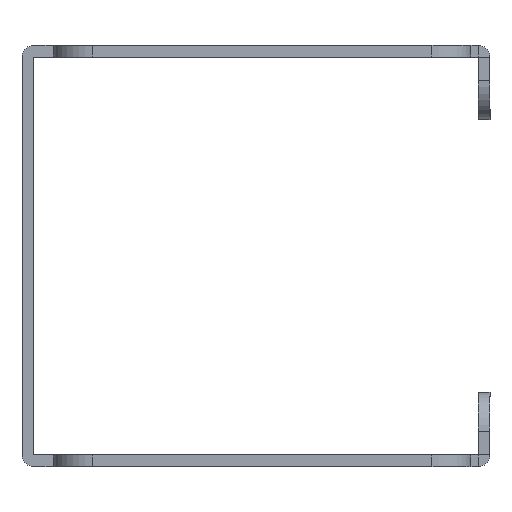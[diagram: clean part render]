
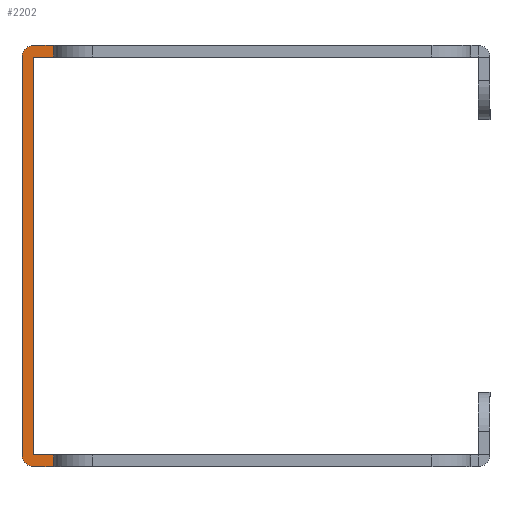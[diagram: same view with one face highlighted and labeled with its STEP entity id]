
A CAD part, left-side view. The second image highlights one B-rep face of the part: STEP entity #2202.
In plain terms, the highlighted planar face has unit normal (-1, 0, 0).
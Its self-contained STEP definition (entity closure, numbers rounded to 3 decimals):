
#113 = DIRECTION ( 'NONE',  ( 0., 1., 0. ) ) ;
#114 = CARTESIAN_POINT ( 'NONE',  ( 9.4, 0., 0. ) ) ;
#171 = DIRECTION ( 'NONE',  ( 0., 1., 0. ) ) ;
#172 = CARTESIAN_POINT ( 'NONE',  ( 9.4, 0., 1.5 ) ) ;
#206 = CARTESIAN_POINT ( 'NONE',  ( 9.4, 0., -50.999 ) ) ;
#228 = CARTESIAN_POINT ( 'NONE',  ( 9.4, 1.5, -0.001 ) ) ;
#612 = CARTESIAN_POINT ( 'NONE',  ( 9.4, 1.5, -50.999 ) ) ;
#748 = CARTESIAN_POINT ( 'NONE',  ( 9.4, 0., -0.001 ) ) ;
#963 = DIRECTION ( 'NONE',  ( 0., 0., -1. ) ) ;
#964 = DIRECTION ( 'NONE',  ( 1., 0., 0. ) ) ;
#967 = PLANE ( 'NONE',  #2552 ) ;
#969 = CARTESIAN_POINT ( 'NONE',  ( 9.4, -2.5, -55.25 ) ) ;
#1208 = AXIS2_PLACEMENT_3D ( 'NONE', #2416, #2365, #2463 ) ;
#1210 = AXIS2_PLACEMENT_3D ( 'NONE', #2327, #2419, #2368 ) ;
#1212 = AXIS2_PLACEMENT_3D ( 'NONE', #2369, #2328, #2366 ) ;
#1214 = AXIS2_PLACEMENT_3D ( 'NONE', #2345, #2390, #2364 ) ;
#1280 = EDGE_CURVE ( 'NONE', #6077, #6002, #5300, .T. ) ;
#1281 = EDGE_CURVE ( 'NONE', #5627, #5798, #5452, .T. ) ;
#1301 = VERTEX_POINT ( 'NONE', #206 ) ;
#1321 = VERTEX_POINT ( 'NONE', #748 ) ;
#1500 = VERTEX_POINT ( 'NONE', #228 ) ;
#1503 = VERTEX_POINT ( 'NONE', #612 ) ;
#2202 = ADVANCED_FACE ( 'NONE', ( #4803 ), #967, .F. ) ;
#2327 = CARTESIAN_POINT ( 'NONE',  ( 9.4, -0.001, -0.001 ) ) ;
#2328 = DIRECTION ( 'NONE',  ( -1., 0., 0. ) ) ;
#2345 = CARTESIAN_POINT ( 'NONE',  ( 9.4, -0.001, -50.999 ) ) ;
#2347 = CARTESIAN_POINT ( 'NONE',  ( 9.4, -0.001, 1.5 ) ) ;
#2364 = DIRECTION ( 'NONE',  ( 0., 0., -1. ) ) ;
#2365 = DIRECTION ( 'NONE',  ( -1., 0., 0. ) ) ;
#2366 = DIRECTION ( 'NONE',  ( 0., 0., -1. ) ) ;
#2368 = DIRECTION ( 'NONE',  ( 0., 0., -1. ) ) ;
#2369 = CARTESIAN_POINT ( 'NONE',  ( 9.4, -0.001, -50.999 ) ) ;
#2390 = DIRECTION ( 'NONE',  ( -1., 0., 0. ) ) ;
#2416 = CARTESIAN_POINT ( 'NONE',  ( 9.4, -0.001, -0.001 ) ) ;
#2419 = DIRECTION ( 'NONE',  ( -1., 0., 0. ) ) ;
#2463 = DIRECTION ( 'NONE',  ( 0., 0., -1. ) ) ;
#2501 = CARTESIAN_POINT ( 'NONE',  ( 9.4, -0.001, 0. ) ) ;
#2552 = AXIS2_PLACEMENT_3D ( 'NONE', #969, #964, #963 ) ;
#2678 = DIRECTION ( 'NONE',  ( 0., 0., -1. ) ) ;
#2680 = DIRECTION ( 'NONE',  ( 0., 0., -1. ) ) ;
#2704 = CARTESIAN_POINT ( 'NONE',  ( 9.4, -2.5, -55.25 ) ) ;
#2750 = CARTESIAN_POINT ( 'NONE',  ( 9.4, -2.5, -55.25 ) ) ;
#2857 = DIRECTION ( 'NONE',  ( 0., 1., 0. ) ) ;
#2866 = CARTESIAN_POINT ( 'NONE',  ( 9.4, -57., -51. ) ) ;
#3094 = DIRECTION ( 'NONE',  ( 0., 1., 0. ) ) ;
#3097 = CARTESIAN_POINT ( 'NONE',  ( 9.4, -57., -52.5 ) ) ;
#3306 = EDGE_CURVE ( 'NONE', #5627, #5620, #4399, .T. ) ;
#3318 = EDGE_CURVE ( 'NONE', #5798, #5626, #4363, .T. ) ;
#3401 = EDGE_CURVE ( 'NONE', #6002, #5690, #4575, .T. ) ;
#3461 = EDGE_CURVE ( 'NONE', #6077, #5855, #4528, .T. ) ;
#3538 = EDGE_CURVE ( 'NONE', #1500, #1503, #4430, .T. ) ;
#3597 = EDGE_CURVE ( 'NONE', #1301, #1321, #4642, .T. ) ;
#3637 = EDGE_CURVE ( 'NONE', #5620, #1500, #4174, .T. ) ;
#3639 = EDGE_CURVE ( 'NONE', #5626, #1321, #4677, .T. ) ;
#3642 = EDGE_CURVE ( 'NONE', #1503, #5690, #4400, .T. ) ;
#3644 = EDGE_CURVE ( 'NONE', #1301, #5855, #4578, .T. ) ;
#3708 = CARTESIAN_POINT ( 'NONE',  ( 9.4, 1.5, -55.25 ) ) ;
#3729 = CARTESIAN_POINT ( 'NONE',  ( 9.4, 0., -51. ) ) ;
#3751 = DIRECTION ( 'NONE',  ( 0., 0., -1. ) ) ;
#3771 = DIRECTION ( 'NONE',  ( 0., 0., 1. ) ) ;
#3890 = CARTESIAN_POINT ( 'NONE',  ( 9.4, -0.001, -52.5 ) ) ;
#3930 = CARTESIAN_POINT ( 'NONE',  ( 9.4, -2.5, 0. ) ) ;
#4013 = CARTESIAN_POINT ( 'NONE',  ( 9.4, -0.001, -51. ) ) ;
#4044 = CARTESIAN_POINT ( 'NONE',  ( 9.4, -2.5, 1.5 ) ) ;
#4057 = CARTESIAN_POINT ( 'NONE',  ( 9.4, -2.5, -51. ) ) ;
#4100 = CARTESIAN_POINT ( 'NONE',  ( 9.4, -2.5, -52.5 ) ) ;
#4174 = CIRCLE ( 'NONE', #1208, 1.501 ) ;
#4206 = VECTOR ( 'NONE', #2857, 1000. ) ;
#4210 = VECTOR ( 'NONE', #171, 1000. ) ;
#4363 = LINE ( 'NONE', #114, #4658 ) ;
#4383 = VECTOR ( 'NONE', #3771, 1000. ) ;
#4399 = LINE ( 'NONE', #172, #4210 ) ;
#4400 = CIRCLE ( 'NONE', #1212, 1.501 ) ;
#4430 = LINE ( 'NONE', #3708, #4448 ) ;
#4448 = VECTOR ( 'NONE', #3751, 1000. ) ;
#4528 = LINE ( 'NONE', #2866, #4206 ) ;
#4575 = LINE ( 'NONE', #3097, #4611 ) ;
#4578 = CIRCLE ( 'NONE', #1214, 0.001 ) ;
#4611 = VECTOR ( 'NONE', #3094, 1000. ) ;
#4642 = LINE ( 'NONE', #3729, #4383 ) ;
#4658 = VECTOR ( 'NONE', #113, 1000. ) ;
#4677 = CIRCLE ( 'NONE', #1210, 0.001 ) ;
#4803 = FACE_OUTER_BOUND ( 'NONE', #4995, .T. ) ;
#4995 = EDGE_LOOP ( 'NONE', ( #6138, #6124, #6132, #6123, #6145, #6141, #6137, #6135, #6131, #6144, #6140, #6136 ) ) ;
#5300 = LINE ( 'NONE', #2750, #5336 ) ;
#5309 = VECTOR ( 'NONE', #2678, 1000. ) ;
#5336 = VECTOR ( 'NONE', #2680, 1000. ) ;
#5452 = LINE ( 'NONE', #2704, #5309 ) ;
#5620 = VERTEX_POINT ( 'NONE', #2347 ) ;
#5626 = VERTEX_POINT ( 'NONE', #2501 ) ;
#5627 = VERTEX_POINT ( 'NONE', #4044 ) ;
#5690 = VERTEX_POINT ( 'NONE', #3890 ) ;
#5798 = VERTEX_POINT ( 'NONE', #3930 ) ;
#5855 = VERTEX_POINT ( 'NONE', #4013 ) ;
#6002 = VERTEX_POINT ( 'NONE', #4100 ) ;
#6077 = VERTEX_POINT ( 'NONE', #4057 ) ;
#6123 = ORIENTED_EDGE ( 'NONE', *, *, #3401, .F. ) ;
#6124 = ORIENTED_EDGE ( 'NONE', *, *, #3538, .T. ) ;
#6131 = ORIENTED_EDGE ( 'NONE', *, *, #3639, .F. ) ;
#6132 = ORIENTED_EDGE ( 'NONE', *, *, #3642, .T. ) ;
#6135 = ORIENTED_EDGE ( 'NONE', *, *, #3597, .T. ) ;
#6136 = ORIENTED_EDGE ( 'NONE', *, *, #3306, .T. ) ;
#6137 = ORIENTED_EDGE ( 'NONE', *, *, #3644, .F. ) ;
#6138 = ORIENTED_EDGE ( 'NONE', *, *, #3637, .T. ) ;
#6140 = ORIENTED_EDGE ( 'NONE', *, *, #1281, .F. ) ;
#6141 = ORIENTED_EDGE ( 'NONE', *, *, #3461, .T. ) ;
#6144 = ORIENTED_EDGE ( 'NONE', *, *, #3318, .F. ) ;
#6145 = ORIENTED_EDGE ( 'NONE', *, *, #1280, .F. ) ;
